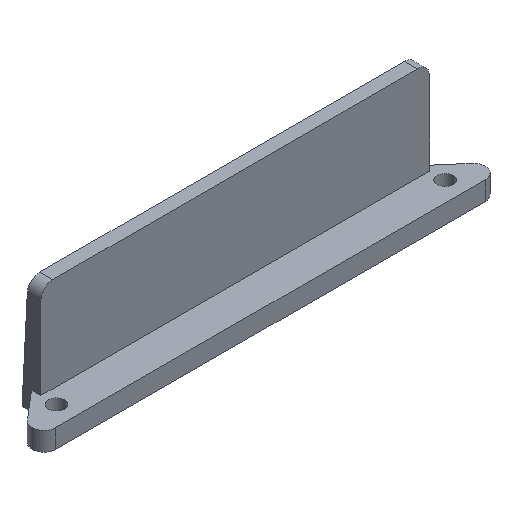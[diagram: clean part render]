
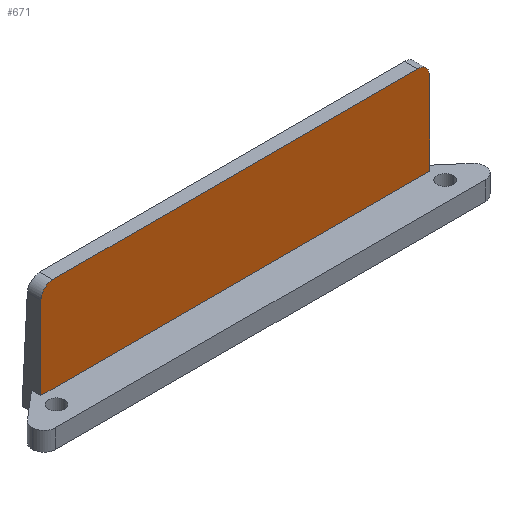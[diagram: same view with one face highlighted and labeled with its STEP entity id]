
A CAD part, isometric view. The second image highlights one B-rep face of the part: STEP entity #671.
In plain terms, the highlighted planar face has unit normal (0, -1, 0).
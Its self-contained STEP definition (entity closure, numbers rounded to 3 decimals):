
#10 = EDGE_CURVE ( 'NONE', #530, #590, #706, .T. ) ;
#11 = ORIENTED_EDGE ( 'NONE', *, *, #365, .F. ) ;
#16 = VECTOR ( 'NONE', #47, 1000. ) ;
#26 = ORIENTED_EDGE ( 'NONE', *, *, #146, .T. ) ;
#47 = DIRECTION ( 'NONE',  ( 1., 0., 0. ) ) ;
#93 = VECTOR ( 'NONE', #137, 1000. ) ;
#94 = VECTOR ( 'NONE', #645, 1000. ) ;
#106 = EDGE_LOOP ( 'NONE', ( #258, #689, #11, #26, #325, #199 ) ) ;
#137 = DIRECTION ( 'NONE',  ( 0., 0., -1. ) ) ;
#139 = CARTESIAN_POINT ( 'NONE',  ( 40.95, 7.409, 4. ) ) ;
#146 = EDGE_CURVE ( 'NONE', #512, #530, #428, .T. ) ;
#160 = CARTESIAN_POINT ( 'NONE',  ( -40.95, 7.409, 23.9 ) ) ;
#164 = AXIS2_PLACEMENT_3D ( 'NONE', #160, #513, #733 ) ;
#171 = FACE_OUTER_BOUND ( 'NONE', #106, .T. ) ;
#188 = VERTEX_POINT ( 'NONE', #238 ) ;
#199 = ORIENTED_EDGE ( 'NONE', *, *, #661, .T. ) ;
#238 = CARTESIAN_POINT ( 'NONE',  ( 38.45, 7.409, 23.9 ) ) ;
#250 = CARTESIAN_POINT ( 'NONE',  ( 40.95, 7.409, 23.9 ) ) ;
#257 = EDGE_CURVE ( 'NONE', #637, #454, #355, .T. ) ;
#258 = ORIENTED_EDGE ( 'NONE', *, *, #257, .F. ) ;
#279 = AXIS2_PLACEMENT_3D ( 'NONE', #302, #573, #535 ) ;
#302 = CARTESIAN_POINT ( 'NONE',  ( -38.45, 7.409, 21.4 ) ) ;
#325 = ORIENTED_EDGE ( 'NONE', *, *, #10, .T. ) ;
#332 = DIRECTION ( 'NONE',  ( 0., -1., 0. ) ) ;
#339 = CARTESIAN_POINT ( 'NONE',  ( -40.95, 7.409, 4. ) ) ;
#355 = LINE ( 'NONE', #250, #94 ) ;
#365 = EDGE_CURVE ( 'NONE', #512, #188, #491, .T. ) ;
#378 = CARTESIAN_POINT ( 'NONE',  ( -40.95, 7.409, 4. ) ) ;
#394 = CARTESIAN_POINT ( 'NONE',  ( 38.45, 7.409, 21.4 ) ) ;
#398 = PLANE ( 'NONE',  #164 ) ;
#420 = CARTESIAN_POINT ( 'NONE',  ( -40.95, 7.409, 23.9 ) ) ;
#428 = CIRCLE ( 'NONE', #279, 2.5 ) ;
#433 = DIRECTION ( 'NONE',  ( 1., 0., 0. ) ) ;
#454 = VERTEX_POINT ( 'NONE', #139 ) ;
#491 = LINE ( 'NONE', #721, #665 ) ;
#512 = VERTEX_POINT ( 'NONE', #596 ) ;
#513 = DIRECTION ( 'NONE',  ( 0., 1., 0. ) ) ;
#530 = VERTEX_POINT ( 'NONE', #551 ) ;
#535 = DIRECTION ( 'NONE',  ( 0., 0., 1. ) ) ;
#551 = CARTESIAN_POINT ( 'NONE',  ( -40.95, 7.409, 21.4 ) ) ;
#573 = DIRECTION ( 'NONE',  ( 0., -1., 0. ) ) ;
#589 = CIRCLE ( 'NONE', #633, 2.5 ) ;
#590 = VERTEX_POINT ( 'NONE', #378 ) ;
#596 = CARTESIAN_POINT ( 'NONE',  ( -38.45, 7.409, 23.9 ) ) ;
#613 = LINE ( 'NONE', #339, #16 ) ;
#624 = DIRECTION ( 'NONE',  ( 0., 0., 1. ) ) ;
#633 = AXIS2_PLACEMENT_3D ( 'NONE', #394, #332, #624 ) ;
#637 = VERTEX_POINT ( 'NONE', #669 ) ;
#645 = DIRECTION ( 'NONE',  ( 0., 0., -1. ) ) ;
#661 = EDGE_CURVE ( 'NONE', #590, #454, #613, .T. ) ;
#665 = VECTOR ( 'NONE', #433, 1000. ) ;
#669 = CARTESIAN_POINT ( 'NONE',  ( 40.95, 7.409, 21.4 ) ) ;
#671 = ADVANCED_FACE ( 'NONE', ( #171 ), #398, .F. ) ;
#689 = ORIENTED_EDGE ( 'NONE', *, *, #702, .T. ) ;
#702 = EDGE_CURVE ( 'NONE', #637, #188, #589, .T. ) ;
#706 = LINE ( 'NONE', #420, #93 ) ;
#721 = CARTESIAN_POINT ( 'NONE',  ( -40.95, 7.409, 23.9 ) ) ;
#733 = DIRECTION ( 'NONE',  ( 0., 0., 1. ) ) ;
